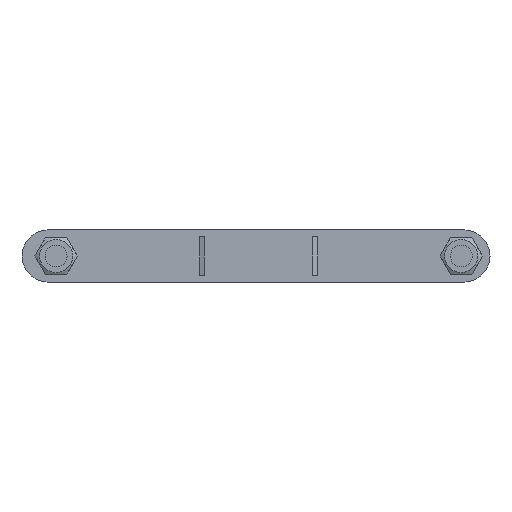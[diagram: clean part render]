
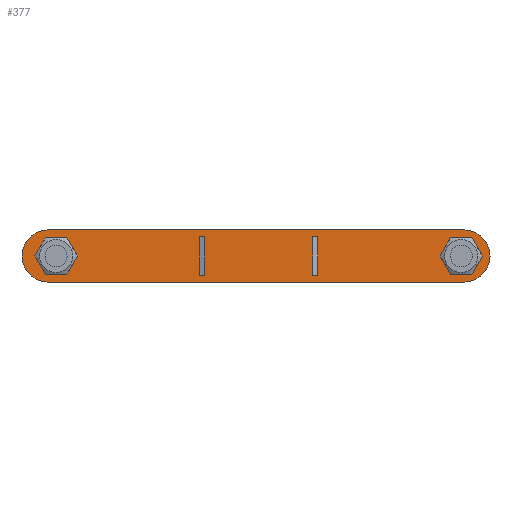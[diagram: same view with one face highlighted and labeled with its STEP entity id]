
A CAD part, front view. The second image highlights one B-rep face of the part: STEP entity #377.
In plain terms, the highlighted planar face has unit normal (0, -1, 0).
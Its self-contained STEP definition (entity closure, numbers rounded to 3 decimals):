
#377 = ADVANCED_FACE( '', ( #471, #472, #473, #474, #475 ), #476, .F. );
#471 = FACE_OUTER_BOUND( '', #1545, .T. );
#472 = FACE_BOUND( '', #1546, .T. );
#473 = FACE_BOUND( '', #1547, .T. );
#474 = FACE_BOUND( '', #1548, .T. );
#475 = FACE_BOUND( '', #1549, .T. );
#476 = PLANE( '', #1550 );
#1545 = EDGE_LOOP( '', ( #1772, #1773, #1774, #1775 ) );
#1546 = EDGE_LOOP( '', ( #1776, #1777, #1778, #1779 ) );
#1547 = EDGE_LOOP( '', ( #1780 ) );
#1548 = EDGE_LOOP( '', ( #1781, #1782, #1783, #1784 ) );
#1549 = EDGE_LOOP( '', ( #1785, #1786, #1787, #1788 ) );
#1550 = AXIS2_PLACEMENT_3D( '', #1789, #1790, #1791 );
#1772 = ORIENTED_EDGE( '', *, *, #2225, .F. );
#1773 = ORIENTED_EDGE( '', *, *, #2226, .F. );
#1774 = ORIENTED_EDGE( '', *, *, #2227, .F. );
#1775 = ORIENTED_EDGE( '', *, *, #2228, .F. );
#1776 = ORIENTED_EDGE( '', *, *, #2229, .F. );
#1777 = ORIENTED_EDGE( '', *, *, #2230, .T. );
#1778 = ORIENTED_EDGE( '', *, *, #2231, .T. );
#1779 = ORIENTED_EDGE( '', *, *, #2232, .F. );
#1780 = ORIENTED_EDGE( '', *, *, #2233, .T. );
#1781 = ORIENTED_EDGE( '', *, *, #2234, .F. );
#1782 = ORIENTED_EDGE( '', *, *, #2235, .F. );
#1783 = ORIENTED_EDGE( '', *, *, #2236, .F. );
#1784 = ORIENTED_EDGE( '', *, *, #2237, .F. );
#1785 = ORIENTED_EDGE( '', *, *, #2238, .T. );
#1786 = ORIENTED_EDGE( '', *, *, #2239, .T. );
#1787 = ORIENTED_EDGE( '', *, *, #2240, .F. );
#1788 = ORIENTED_EDGE( '', *, *, #2241, .F. );
#1789 = CARTESIAN_POINT( '', ( -120.55, 46., 0. ) );
#1790 = DIRECTION( '', ( 0., 1., 0. ) );
#1791 = DIRECTION( '', ( 0.069, 0., 0.998 ) );
#2225 = EDGE_CURVE( '', #2389, #2390, #2391, .T. );
#2226 = EDGE_CURVE( '', #2392, #2389, #2393, .F. );
#2227 = EDGE_CURVE( '', #2394, #2392, #2395, .T. );
#2228 = EDGE_CURVE( '', #2390, #2394, #2396, .F. );
#2229 = EDGE_CURVE( '', #2397, #2398, #2399, .F. );
#2230 = EDGE_CURVE( '', #2397, #2400, #2401, .T. );
#2231 = EDGE_CURVE( '', #2400, #2402, #2403, .T. );
#2232 = EDGE_CURVE( '', #2398, #2402, #2404, .T. );
#2233 = EDGE_CURVE( '', #2405, #2405, #2406, .T. );
#2234 = EDGE_CURVE( '', #2407, #2408, #2409, .F. );
#2235 = EDGE_CURVE( '', #2410, #2407, #2411, .T. );
#2236 = EDGE_CURVE( '', #2412, #2410, #2413, .F. );
#2237 = EDGE_CURVE( '', #2408, #2412, #2414, .T. );
#2238 = EDGE_CURVE( '', #2415, #2416, #2417, .F. );
#2239 = EDGE_CURVE( '', #2416, #2418, #2419, .T. );
#2240 = EDGE_CURVE( '', #2420, #2418, #2421, .T. );
#2241 = EDGE_CURVE( '', #2415, #2420, #2422, .T. );
#2389 = VERTEX_POINT( '', #2813 );
#2390 = VERTEX_POINT( '', #2814 );
#2391 = CIRCLE( '', #2815, 15. );
#2392 = VERTEX_POINT( '', #2816 );
#2393 = LINE( '', #2817, #2818 );
#2394 = VERTEX_POINT( '', #2819 );
#2395 = CIRCLE( '', #2820, 15. );
#2396 = LINE( '', #2821, #2822 );
#2397 = VERTEX_POINT( '', #2823 );
#2398 = VERTEX_POINT( '', #2824 );
#2399 = LINE( '', #2825, #2826 );
#2400 = VERTEX_POINT( '', #2827 );
#2401 = LINE( '', #2828, #2829 );
#2402 = VERTEX_POINT( '', #2830 );
#2403 = LINE( '', #2831, #2832 );
#2404 = LINE( '', #2833, #2834 );
#2405 = VERTEX_POINT( '', #2835 );
#2406 = CIRCLE( '', #2836, 6.9 );
#2407 = VERTEX_POINT( '', #2837 );
#2408 = VERTEX_POINT( '', #2838 );
#2409 = CIRCLE( '', #2839, 6.5 );
#2410 = VERTEX_POINT( '', #2840 );
#2411 = LINE( '', #2841, #2842 );
#2412 = VERTEX_POINT( '', #2843 );
#2413 = CIRCLE( '', #2844, 6.5 );
#2414 = LINE( '', #2845, #2846 );
#2415 = VERTEX_POINT( '', #2847 );
#2416 = VERTEX_POINT( '', #2848 );
#2417 = LINE( '', #2849, #2850 );
#2418 = VERTEX_POINT( '', #2851 );
#2419 = LINE( '', #2852, #2853 );
#2420 = VERTEX_POINT( '', #2854 );
#2421 = LINE( '', #2855, #2856 );
#2422 = LINE( '', #2857, #2858 );
#2813 = CARTESIAN_POINT( '', ( -120.55, 46., -15. ) );
#2814 = CARTESIAN_POINT( '', ( -120.55, 46., 15. ) );
#2815 = AXIS2_PLACEMENT_3D( '', #3275, #3276, #3277 );
#2816 = CARTESIAN_POINT( '', ( 117.45, 46., -15. ) );
#2817 = CARTESIAN_POINT( '', ( 117.45, 46., -15. ) );
#2818 = VECTOR( '', #3278, 1000. );
#2819 = CARTESIAN_POINT( '', ( 117.45, 46., 15. ) );
#2820 = AXIS2_PLACEMENT_3D( '', #3279, #3280, #3281 );
#2821 = CARTESIAN_POINT( '', ( -120.55, 46., 15. ) );
#2822 = VECTOR( '', #3282, 1000. );
#2823 = CARTESIAN_POINT( '', ( -33.9, 46., -11. ) );
#2824 = CARTESIAN_POINT( '', ( -30.9, 46., -11. ) );
#2825 = CARTESIAN_POINT( '', ( -33.9, 46., -11. ) );
#2826 = VECTOR( '', #3283, 1000. );
#2827 = CARTESIAN_POINT( '', ( -33.9, 46., 11. ) );
#2828 = CARTESIAN_POINT( '', ( -33.9, 46., 0. ) );
#2829 = VECTOR( '', #3284, 1000. );
#2830 = CARTESIAN_POINT( '', ( -30.9, 46., 11. ) );
#2831 = CARTESIAN_POINT( '', ( -120.55, 46., 11. ) );
#2832 = VECTOR( '', #3285, 1000. );
#2833 = CARTESIAN_POINT( '', ( -30.9, 46., -11. ) );
#2834 = VECTOR( '', #3286, 1000. );
#2835 = CARTESIAN_POINT( '', ( 109.1, 46., 0. ) );
#2836 = AXIS2_PLACEMENT_3D( '', #3287, #3288, #3289 );
#2837 = CARTESIAN_POINT( '', ( -119., 46., 6.5 ) );
#2838 = CARTESIAN_POINT( '', ( -119., 46., -6.5 ) );
#2839 = AXIS2_PLACEMENT_3D( '', #3290, #3291, #3292 );
#2840 = CARTESIAN_POINT( '', ( -113., 46., 6.5 ) );
#2841 = CARTESIAN_POINT( '', ( -113., 46., 6.5 ) );
#2842 = VECTOR( '', #3293, 1000. );
#2843 = CARTESIAN_POINT( '', ( -113., 46., -6.5 ) );
#2844 = AXIS2_PLACEMENT_3D( '', #3294, #3295, #3296 );
#2845 = CARTESIAN_POINT( '', ( -119., 46., -6.5 ) );
#2846 = VECTOR( '', #3297, 1000. );
#2847 = CARTESIAN_POINT( '', ( 33.9, 46., -11. ) );
#2848 = CARTESIAN_POINT( '', ( 30.9, 46., -11. ) );
#2849 = CARTESIAN_POINT( '', ( -120.55, 46., -11. ) );
#2850 = VECTOR( '', #3298, 1000. );
#2851 = CARTESIAN_POINT( '', ( 30.9, 46., 11. ) );
#2852 = CARTESIAN_POINT( '', ( 30.9, 46., 0. ) );
#2853 = VECTOR( '', #3299, 1000. );
#2854 = CARTESIAN_POINT( '', ( 33.9, 46., 11. ) );
#2855 = CARTESIAN_POINT( '', ( 33.9, 46., 11. ) );
#2856 = VECTOR( '', #3300, 1000. );
#2857 = CARTESIAN_POINT( '', ( 33.9, 46., -11. ) );
#2858 = VECTOR( '', #3301, 1000. );
#3275 = CARTESIAN_POINT( '', ( -120.55, 46., 0. ) );
#3276 = DIRECTION( '', ( 0., 1., 0. ) );
#3277 = DIRECTION( '', ( -1., 0., 0. ) );
#3278 = DIRECTION( '', ( 1., 0., 0. ) );
#3279 = CARTESIAN_POINT( '', ( 117.45, 46., 0. ) );
#3280 = DIRECTION( '', ( 0., 1., 0. ) );
#3281 = DIRECTION( '', ( -1., 0., 0. ) );
#3282 = DIRECTION( '', ( -1., 0., 0. ) );
#3283 = DIRECTION( '', ( -1., 0., 0. ) );
#3284 = DIRECTION( '', ( 0., 0., 1. ) );
#3285 = DIRECTION( '', ( 1., 0., 0. ) );
#3286 = DIRECTION( '', ( 0., 0., 1. ) );
#3287 = CARTESIAN_POINT( '', ( 116., 46., 0. ) );
#3288 = DIRECTION( '', ( 0., 1., 0. ) );
#3289 = DIRECTION( '', ( -1., 0., 0. ) );
#3290 = CARTESIAN_POINT( '', ( -119., 46., 0. ) );
#3291 = DIRECTION( '', ( 0., 1., 0. ) );
#3292 = DIRECTION( '', ( -1., 0., 0. ) );
#3293 = DIRECTION( '', ( -1., 0., 0. ) );
#3294 = CARTESIAN_POINT( '', ( -113., 46., 0. ) );
#3295 = DIRECTION( '', ( 0., 1., 0. ) );
#3296 = DIRECTION( '', ( -1., 0., 0. ) );
#3297 = DIRECTION( '', ( 1., 0., 0. ) );
#3298 = DIRECTION( '', ( 1., 0., 0. ) );
#3299 = DIRECTION( '', ( 0., 0., 1. ) );
#3300 = DIRECTION( '', ( -1., 0., 0. ) );
#3301 = DIRECTION( '', ( 0., 0., 1. ) );
